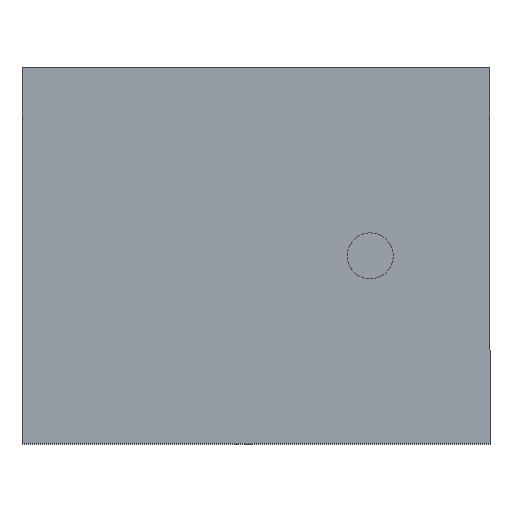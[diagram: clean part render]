
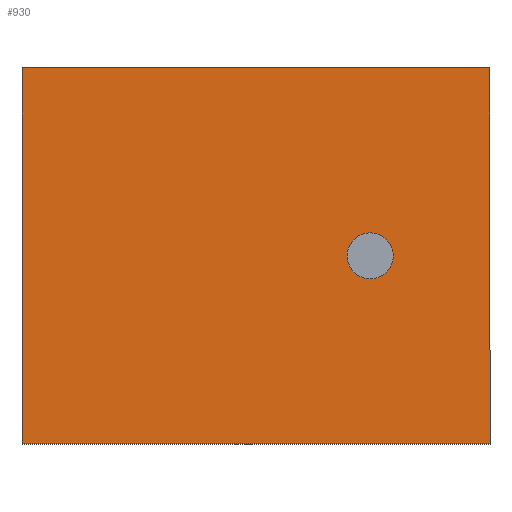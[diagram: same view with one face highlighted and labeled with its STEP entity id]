
A CAD part, top view. The second image highlights one B-rep face of the part: STEP entity #930.
In plain terms, the highlighted planar face has unit normal (0, 0, 1).
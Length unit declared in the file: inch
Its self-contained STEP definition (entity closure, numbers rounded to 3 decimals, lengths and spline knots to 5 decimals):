
#100 = VERTEX_POINT ( 'NONE', #2087 ) ;
#172 = CARTESIAN_POINT ( 'NONE',  ( 0.02441, 0., 0.04213 ) ) ;
#193 = CIRCLE ( 'NONE', #2493, 0.00492 ) ;
#258 = DIRECTION ( 'NONE',  ( 1., 0., 0. ) ) ;
#321 = DIRECTION ( 'NONE',  ( 0., 0., 1. ) ) ;
#386 = EDGE_CURVE ( 'NONE', #1902, #2395, #729, .T. ) ;
#444 = AXIS2_PLACEMENT_3D ( 'NONE', #172, #3554, #2627 ) ;
#729 = LINE ( 'NONE', #1985, #3547 ) ;
#889 = FACE_OUTER_BOUND ( 'NONE', #2604, .T. ) ;
#930 = ADVANCED_FACE ( 'NONE', ( #3337, #889 ), #1505, .T. ) ;
#1027 = DIRECTION ( 'NONE',  ( 0., 0., 1. ) ) ;
#1130 = VECTOR ( 'NONE', #1403, 39.37008 ) ;
#1403 = DIRECTION ( 'NONE',  ( 1., 0., 0. ) ) ;
#1445 = CARTESIAN_POINT ( 'NONE',  ( 0., 0., 0.04213 ) ) ;
#1505 = PLANE ( 'NONE',  #2564 ) ;
#1802 = CARTESIAN_POINT ( 'NONE',  ( -0.05, -0.04016, 0.04213 ) ) ;
#1896 = ORIENTED_EDGE ( 'NONE', *, *, #3877, .T. ) ;
#1902 = VERTEX_POINT ( 'NONE', #3267 ) ;
#1920 = VERTEX_POINT ( 'NONE', #3597 ) ;
#1956 = CARTESIAN_POINT ( 'NONE',  ( 0.05, -0.04016, 0.04213 ) ) ;
#1985 = CARTESIAN_POINT ( 'NONE',  ( -0.02087, 0.04016, 0.04213 ) ) ;
#1997 = DIRECTION ( 'NONE',  ( 0., -1., 0. ) ) ;
#2087 = CARTESIAN_POINT ( 'NONE',  ( 0.01949, 0., 0.04213 ) ) ;
#2194 = EDGE_CURVE ( 'NONE', #1920, #100, #193, .T. ) ;
#2219 = EDGE_LOOP ( 'NONE', ( #2236, #2971 ) ) ;
#2236 = ORIENTED_EDGE ( 'NONE', *, *, #3916, .F. ) ;
#2272 = CARTESIAN_POINT ( 'NONE',  ( -0.02087, -0.04016, 0.04213 ) ) ;
#2395 = VERTEX_POINT ( 'NONE', #3691 ) ;
#2476 = VECTOR ( 'NONE', #3085, 39.37008 ) ;
#2481 = VECTOR ( 'NONE', #1997, 39.37008 ) ;
#2493 = AXIS2_PLACEMENT_3D ( 'NONE', #2548, #1027, #3818 ) ;
#2548 = CARTESIAN_POINT ( 'NONE',  ( 0.02441, 0., 0.04213 ) ) ;
#2564 = AXIS2_PLACEMENT_3D ( 'NONE', #1445, #321, #258 ) ;
#2586 = DIRECTION ( 'NONE',  ( -1., 0., 0. ) ) ;
#2604 = EDGE_LOOP ( 'NONE', ( #1896, #3311, #3458, #3010 ) ) ;
#2627 = DIRECTION ( 'NONE',  ( 1., 0., 0. ) ) ;
#2800 = CIRCLE ( 'NONE', #444, 0.00492 ) ;
#2971 = ORIENTED_EDGE ( 'NONE', *, *, #2194, .F. ) ;
#3009 = EDGE_CURVE ( 'NONE', #3581, #1902, #3411, .T. ) ;
#3010 = ORIENTED_EDGE ( 'NONE', *, *, #3159, .T. ) ;
#3085 = DIRECTION ( 'NONE',  ( 0., 1., 0. ) ) ;
#3106 = CARTESIAN_POINT ( 'NONE',  ( 0.05, 0.03091, 0.04213 ) ) ;
#3159 = EDGE_CURVE ( 'NONE', #2395, #3956, #3262, .T. ) ;
#3239 = CARTESIAN_POINT ( 'NONE',  ( -0.05, 0.03091, 0.04213 ) ) ;
#3262 = LINE ( 'NONE', #3239, #2481 ) ;
#3267 = CARTESIAN_POINT ( 'NONE',  ( 0.05, 0.04016, 0.04213 ) ) ;
#3311 = ORIENTED_EDGE ( 'NONE', *, *, #3009, .T. ) ;
#3337 = FACE_BOUND ( 'NONE', #2219, .T. ) ;
#3411 = LINE ( 'NONE', #3106, #2476 ) ;
#3458 = ORIENTED_EDGE ( 'NONE', *, *, #386, .T. ) ;
#3547 = VECTOR ( 'NONE', #2586, 39.37008 ) ;
#3554 = DIRECTION ( 'NONE',  ( 0., 0., 1. ) ) ;
#3581 = VERTEX_POINT ( 'NONE', #1956 ) ;
#3597 = CARTESIAN_POINT ( 'NONE',  ( 0.02933, 0., 0.04213 ) ) ;
#3691 = CARTESIAN_POINT ( 'NONE',  ( -0.05, 0.04016, 0.04213 ) ) ;
#3818 = DIRECTION ( 'NONE',  ( 1., 0., 0. ) ) ;
#3857 = LINE ( 'NONE', #2272, #1130 ) ;
#3877 = EDGE_CURVE ( 'NONE', #3956, #3581, #3857, .T. ) ;
#3916 = EDGE_CURVE ( 'NONE', #100, #1920, #2800, .T. ) ;
#3956 = VERTEX_POINT ( 'NONE', #1802 ) ;
